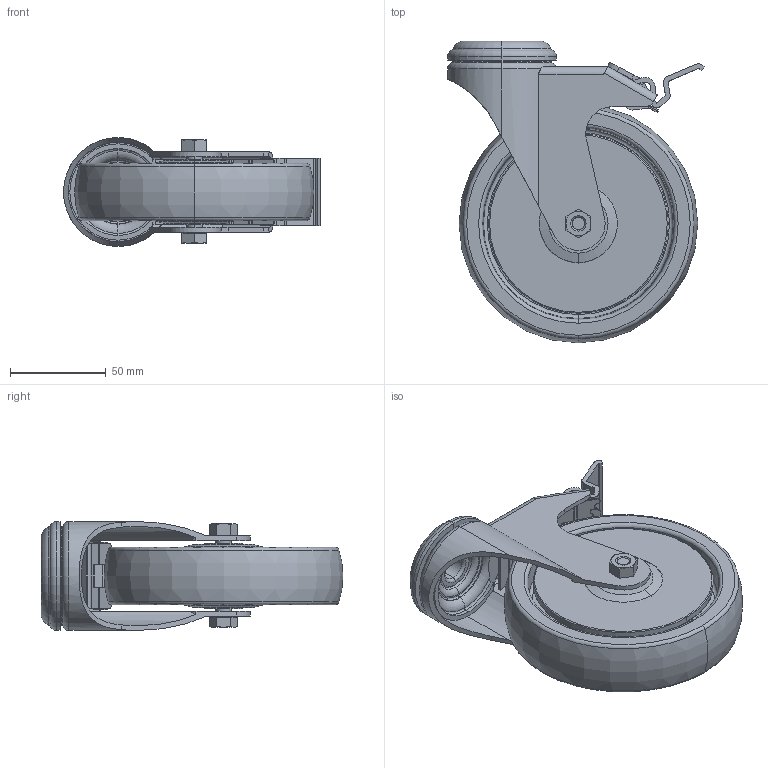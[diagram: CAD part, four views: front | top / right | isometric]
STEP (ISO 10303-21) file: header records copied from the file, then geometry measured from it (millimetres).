
FILE_DESCRIPTION (( 'STEP AP214' ), '1' );
FILE_NAME ('ERGO00H1940-Roulette pivotante D125 à blocage H=158mm.step', '2023-03-24T09:26:45', ( 'Altae' ), ( '' ), 'SwSTEP 2.0', 'SolidWorks 2021', '' );
FILE_SCHEMA (( 'AUTOMOTIVE_DESIGN' ));
Length unit declared in the file: millimetre
Products named in the file (6): 02^ERGO00H1940-Roulette pivotante D125 à blocage H=158mm; 04^ERGO00H1940-Roulette pivotante D125 à blocage H=158mm; 03^ERGO00H1940-Roulette pivotante D125 à blocage H=158mm; 01^ERGO00H1940-Roulette pivotante D125 à blocage H=158mm; ERGO00H1940-Roulette pivotante D125 à blocage H=158mm; 05^ERGO00H1940-Roulette pivotante D125 à blocage H=158mm
Assembly tree (6 placements, depth 2):
  ERGO00H1940-Roulette pivotante D125 à blocage H=158mm
    01^ERGO00H1940-Roulette pivotante D125 à blocage H=158mm
    02^ERGO00H1940-Roulette pivotante D125 à blocage H=158mm
    03^ERGO00H1940-Roulette pivotante D125 à blocage H=158mm  x2
    04^ERGO00H1940-Roulette pivotante D125 à blocage H=158mm
    05^ERGO00H1940-Roulette pivotante D125 à blocage H=158mm
Bounding box: 134.5 x 158 x 57 mm (x, y, z)
Volume: 324652.9 mm3; surface area: 120528 mm2
Topology: 6 solids, 6 shells, 444 faces, 1167 edges, 735 vertices
Faces by surface type: plane 185, cylinder 130, torus 65, cone 64
Entity records: 14059 total; most frequent: CARTESIAN_POINT 2923, DIRECTION 2361, ORIENTED_EDGE 2294, EDGE_CURVE 1147, AXIS2_PLACEMENT_3D 891, VERTEX_POINT 723, LINE 579, VECTOR 579
